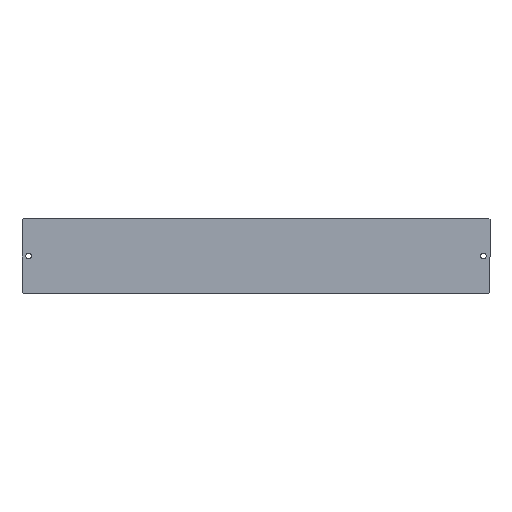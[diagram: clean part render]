
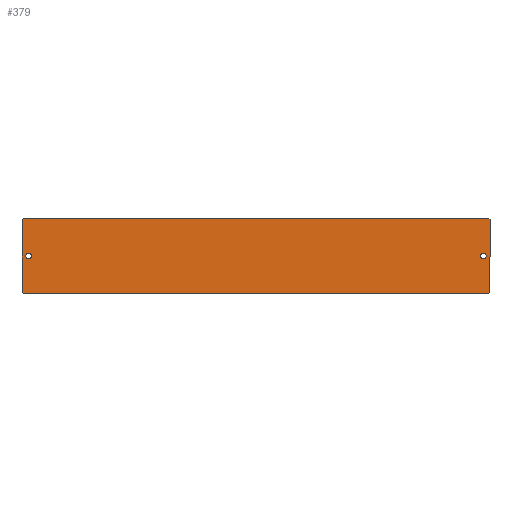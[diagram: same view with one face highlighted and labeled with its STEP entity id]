
A CAD part, top view. The second image highlights one B-rep face of the part: STEP entity #379.
In plain terms, the highlighted planar face has unit normal (0, 0, 1).
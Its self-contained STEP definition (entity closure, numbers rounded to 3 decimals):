
#3 = CARTESIAN_POINT ( 'NONE',  ( -106., 17., 0.76 ) ) ;
#5 = DIRECTION ( 'NONE',  ( 0., 0., 1. ) ) ;
#6 = CARTESIAN_POINT ( 'NONE',  ( 106.5, -16.5, 0.76 ) ) ;
#7 = CARTESIAN_POINT ( 'NONE',  ( 104.8, 0., 0.76 ) ) ;
#12 = PLANE ( 'NONE',  #475 ) ;
#13 = FACE_BOUND ( 'NONE', #346, .T. ) ;
#14 = VERTEX_POINT ( 'NONE', #7 ) ;
#16 = DIRECTION ( 'NONE',  ( 1., 0., 0. ) ) ;
#18 = CARTESIAN_POINT ( 'NONE',  ( -102.2, 0., 0.76 ) ) ;
#19 = CARTESIAN_POINT ( 'NONE',  ( -106., -17., 0.76 ) ) ;
#23 = CARTESIAN_POINT ( 'NONE',  ( -106.5, 16.5, 0.76 ) ) ;
#25 = CARTESIAN_POINT ( 'NONE',  ( 102.2, 0., 0.76 ) ) ;
#26 = CARTESIAN_POINT ( 'NONE',  ( -106.5, -16.5, 0.76 ) ) ;
#30 = VERTEX_POINT ( 'NONE', #26 ) ;
#31 = CARTESIAN_POINT ( 'NONE',  ( 106., -17., 0.76 ) ) ;
#35 = CARTESIAN_POINT ( 'NONE',  ( 106., 17., 0.76 ) ) ;
#37 = FACE_BOUND ( 'NONE', #351, .T. ) ;
#38 = FACE_OUTER_BOUND ( 'NONE', #370, .T. ) ;
#39 = CARTESIAN_POINT ( 'NONE',  ( -106.5, -17., 0.76 ) ) ;
#40 = CARTESIAN_POINT ( 'NONE',  ( -104.8, 0., 0.76 ) ) ;
#42 = CARTESIAN_POINT ( 'NONE',  ( 106.5, 16.5, 0.76 ) ) ;
#48 = LINE ( 'NONE', #64, #468 ) ;
#51 = DIRECTION ( 'NONE',  ( 1., 0., 0. ) ) ;
#55 = CARTESIAN_POINT ( 'NONE',  ( -103.5, 0., 0.76 ) ) ;
#56 = DIRECTION ( 'NONE',  ( 0., 0., 1. ) ) ;
#64 = CARTESIAN_POINT ( 'NONE',  ( -106.25, -16.75, 0.76 ) ) ;
#65 = DIRECTION ( 'NONE',  ( 0.707, -0.707, 0. ) ) ;
#89 = CARTESIAN_POINT ( 'NONE',  ( -106.5, 17., 0.76 ) ) ;
#94 = CARTESIAN_POINT ( 'NONE',  ( 103.5, 0., 0.76 ) ) ;
#95 = DIRECTION ( 'NONE',  ( 0., 0., 1. ) ) ;
#98 = DIRECTION ( 'NONE',  ( 1., 0., 0. ) ) ;
#99 = LINE ( 'NONE', #89, #463 ) ;
#100 = DIRECTION ( 'NONE',  ( 0., -1., 0. ) ) ;
#114 = DIRECTION ( 'NONE',  ( 1., 0., 0. ) ) ;
#123 = DIRECTION ( 'NONE',  ( 0., 0., 1. ) ) ;
#128 = CARTESIAN_POINT ( 'NONE',  ( -103.5, 0., 0.76 ) ) ;
#140 = CARTESIAN_POINT ( 'NONE',  ( -123.25, -0.25, 0.76 ) ) ;
#147 = LINE ( 'NONE', #140, #440 ) ;
#149 = DIRECTION ( 'NONE',  ( -0.707, -0.707, 0. ) ) ;
#159 = CARTESIAN_POINT ( 'NONE',  ( 106.5, 17., 0.76 ) ) ;
#163 = CARTESIAN_POINT ( 'NONE',  ( -106.5, 17., 0.76 ) ) ;
#165 = LINE ( 'NONE', #163, #489 ) ;
#166 = CARTESIAN_POINT ( 'NONE',  ( 103.5, 0., 0.76 ) ) ;
#168 = DIRECTION ( 'NONE',  ( 0., 0., 1. ) ) ;
#169 = DIRECTION ( 'NONE',  ( 1., 0., 0. ) ) ;
#172 = DIRECTION ( 'NONE',  ( -0.707, 0.707, 0. ) ) ;
#174 = LINE ( 'NONE', #159, #495 ) ;
#176 = DIRECTION ( 'NONE',  ( 0., 1., 0. ) ) ;
#186 = DIRECTION ( 'NONE',  ( -1., 0., 0. ) ) ;
#187 = CARTESIAN_POINT ( 'NONE',  ( 16.75, 106.25, 0.76 ) ) ;
#189 = LINE ( 'NONE', #187, #488 ) ;
#195 = LINE ( 'NONE', #196, #453 ) ;
#196 = CARTESIAN_POINT ( 'NONE',  ( -0.25, -123.25, 0.76 ) ) ;
#199 = DIRECTION ( 'NONE',  ( 1., 0., 0. ) ) ;
#201 = CARTESIAN_POINT ( 'NONE',  ( -106.5, -17., 0.76 ) ) ;
#219 = LINE ( 'NONE', #201, #510 ) ;
#225 = DIRECTION ( 'NONE',  ( 0.707, 0.707, 0. ) ) ;
#291 = ORIENTED_EDGE ( 'NONE', *, *, #389, .T. ) ;
#303 = ORIENTED_EDGE ( 'NONE', *, *, #438, .T. ) ;
#308 = ORIENTED_EDGE ( 'NONE', *, *, #412, .F. ) ;
#309 = ORIENTED_EDGE ( 'NONE', *, *, #429, .T. ) ;
#314 = ORIENTED_EDGE ( 'NONE', *, *, #414, .T. ) ;
#315 = ORIENTED_EDGE ( 'NONE', *, *, #397, .F. ) ;
#322 = ORIENTED_EDGE ( 'NONE', *, *, #413, .T. ) ;
#323 = ORIENTED_EDGE ( 'NONE', *, *, #387, .F. ) ;
#324 = ORIENTED_EDGE ( 'NONE', *, *, #384, .T. ) ;
#343 = ORIENTED_EDGE ( 'NONE', *, *, #380, .F. ) ;
#346 = EDGE_LOOP ( 'NONE', ( #315, #343 ) ) ;
#351 = EDGE_LOOP ( 'NONE', ( #323, #308 ) ) ;
#352 = ORIENTED_EDGE ( 'NONE', *, *, #420, .T. ) ;
#357 = ORIENTED_EDGE ( 'NONE', *, *, #403, .T. ) ;
#358 = VERTEX_POINT ( 'NONE', #35 ) ;
#361 = VERTEX_POINT ( 'NONE', #19 ) ;
#362 = VERTEX_POINT ( 'NONE', #6 ) ;
#365 = VERTEX_POINT ( 'NONE', #31 ) ;
#367 = VERTEX_POINT ( 'NONE', #18 ) ;
#370 = EDGE_LOOP ( 'NONE', ( #352, #314, #322, #357, #291, #324, #303, #309 ) ) ;
#371 = VERTEX_POINT ( 'NONE', #40 ) ;
#372 = VERTEX_POINT ( 'NONE', #42 ) ;
#373 = VERTEX_POINT ( 'NONE', #3 ) ;
#375 = VERTEX_POINT ( 'NONE', #25 ) ;
#376 = VERTEX_POINT ( 'NONE', #23 ) ;
#379 = ADVANCED_FACE ( 'NONE', ( #13, #37, #38 ), #12, .T. ) ;
#380 = EDGE_CURVE ( 'NONE', #371, #367, #469, .T. ) ;
#384 = EDGE_CURVE ( 'NONE', #30, #361, #48, .T. ) ;
#387 = EDGE_CURVE ( 'NONE', #14, #375, #462, .T. ) ;
#389 = EDGE_CURVE ( 'NONE', #376, #30, #99, .T. ) ;
#397 = EDGE_CURVE ( 'NONE', #367, #371, #465, .T. ) ;
#403 = EDGE_CURVE ( 'NONE', #373, #376, #147, .T. ) ;
#412 = EDGE_CURVE ( 'NONE', #375, #14, #482, .T. ) ;
#413 = EDGE_CURVE ( 'NONE', #358, #373, #165, .T. ) ;
#414 = EDGE_CURVE ( 'NONE', #372, #358, #189, .T. ) ;
#420 = EDGE_CURVE ( 'NONE', #362, #372, #174, .T. ) ;
#429 = EDGE_CURVE ( 'NONE', #365, #362, #195, .T. ) ;
#438 = EDGE_CURVE ( 'NONE', #361, #365, #219, .T. ) ;
#440 = VECTOR ( 'NONE', #149, 1000. ) ;
#442 = AXIS2_PLACEMENT_3D ( 'NONE', #128, #123, #114 ) ;
#453 = VECTOR ( 'NONE', #225, 1000. ) ;
#458 = AXIS2_PLACEMENT_3D ( 'NONE', #55, #56, #51 ) ;
#459 = AXIS2_PLACEMENT_3D ( 'NONE', #166, #168, #169 ) ;
#462 = CIRCLE ( 'NONE', #479, 1.3 ) ;
#463 = VECTOR ( 'NONE', #100, 1000. ) ;
#465 = CIRCLE ( 'NONE', #442, 1.3 ) ;
#468 = VECTOR ( 'NONE', #65, 1000. ) ;
#469 = CIRCLE ( 'NONE', #458, 1.3 ) ;
#475 = AXIS2_PLACEMENT_3D ( 'NONE', #39, #5, #16 ) ;
#479 = AXIS2_PLACEMENT_3D ( 'NONE', #94, #95, #98 ) ;
#482 = CIRCLE ( 'NONE', #459, 1.3 ) ;
#488 = VECTOR ( 'NONE', #172, 1000. ) ;
#489 = VECTOR ( 'NONE', #186, 1000. ) ;
#495 = VECTOR ( 'NONE', #176, 1000. ) ;
#510 = VECTOR ( 'NONE', #199, 1000. ) ;
